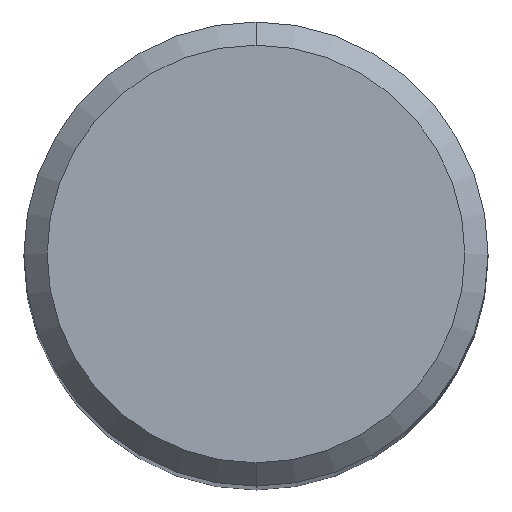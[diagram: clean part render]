
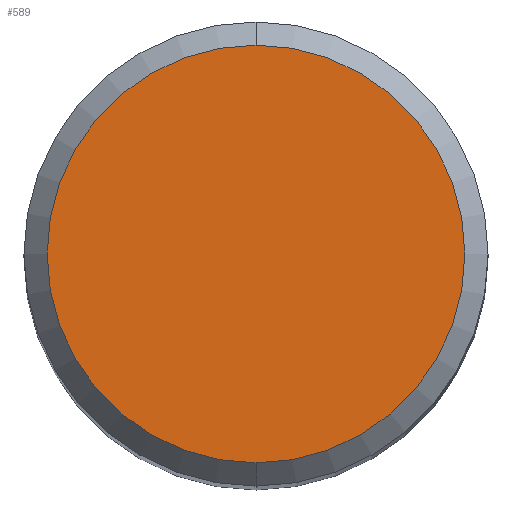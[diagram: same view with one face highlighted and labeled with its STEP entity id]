
A CAD part, top view. The second image highlights one B-rep face of the part: STEP entity #589.
In plain terms, the highlighted planar face has unit normal (0, 0, 1).
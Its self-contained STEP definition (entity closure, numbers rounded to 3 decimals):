
#455=EDGE_CURVE('',#863,#867,#1083,.T.);
#589=ADVANCED_FACE('',(#1229),#1230,.T.);
#701=EDGE_CURVE('',#867,#863,#1351,.T.);
#863=VERTEX_POINT('',#1533);
#867=VERTEX_POINT('',#1537);
#1083=CIRCLE('',#2319,3.6);
#1229=FACE_OUTER_BOUND('',#4322,.T.);
#1230=PLANE('',#4323);
#1351=CIRCLE('',#5985,3.6);
#1533=CARTESIAN_POINT('',(0.0,3.6,0.0));
#1537=CARTESIAN_POINT('',(0.,-3.6,0.0));
#2319=AXIS2_PLACEMENT_3D('',#9651,#9652,#9653);
#4322=EDGE_LOOP('',(#9790,#9791));
#4323=AXIS2_PLACEMENT_3D('',#9792,#9793,#9794);
#5985=AXIS2_PLACEMENT_3D('',#9906,#9907,#9908);
#9651=CARTESIAN_POINT('',(0.0,0.0,0.0));
#9652=DIRECTION('',(0.0,0.0,-1.0));
#9653=DIRECTION('',(0.0,1.0,0.0));
#9790=ORIENTED_EDGE('',*,*,#455,.F.);
#9791=ORIENTED_EDGE('',*,*,#701,.F.);
#9792=CARTESIAN_POINT('',(0.0,1.8,0.0));
#9793=DIRECTION('',(-0.0,0.0,1.0));
#9794=DIRECTION('',(0.0,-1.0,0.0));
#9906=CARTESIAN_POINT('',(0.0,0.0,0.0));
#9907=DIRECTION('',(0.0,0.0,-1.0));
#9908=DIRECTION('',(0.0,1.0,0.0));
